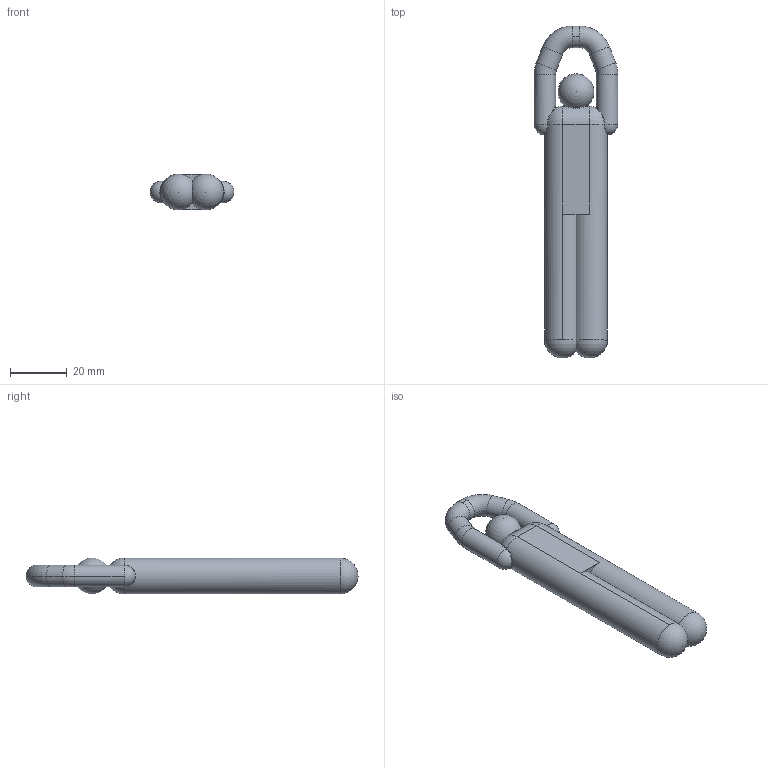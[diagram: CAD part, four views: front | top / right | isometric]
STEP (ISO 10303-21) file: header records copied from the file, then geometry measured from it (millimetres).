
FILE_DESCRIPTION (( 'STEP AP214' ), '1' );
FILE_NAME ('am-3023 Zip Line Figurine.STEP', '2015-09-02T18:34:43', ( '' ), ( '' ), 'SwSTEP 2.0', 'SolidWorks 2014', '' );
FILE_SCHEMA (( 'AUTOMOTIVE_DESIGN' ));
Length unit declared in the file: inch
Products named in the file (1): am-3023 Zip Line Figurine
Bounding box: 29.59 x 117.23 x 12.7 mm (x, y, z)
Volume: 24851.7 mm3; surface area: 7556.8 mm2
Topology: 1 solids, 1 shells, 49 faces, 123 edges, 66 vertices
Faces by surface type: cylinder 17, sphere 10, bspline 10, torus 8, plane 4
Entity records: 2373 total; most frequent: CARTESIAN_POINT 1285, DIRECTION 233, ORIENTED_EDGE 218, EDGE_CURVE 109, AXIS2_PLACEMENT_3D 104, CIRCLE 64, VERTEX_POINT 60, ADVANCED_FACE 49
